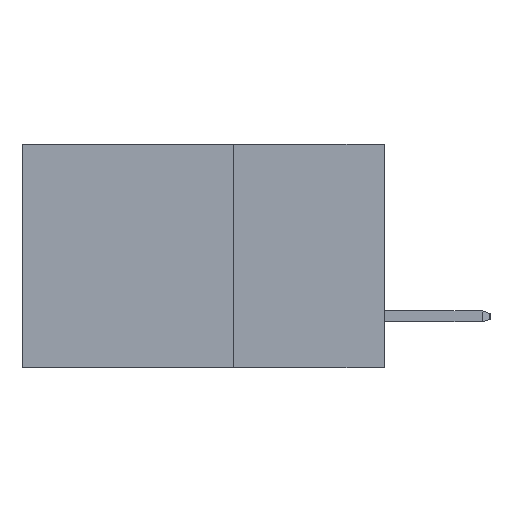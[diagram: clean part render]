
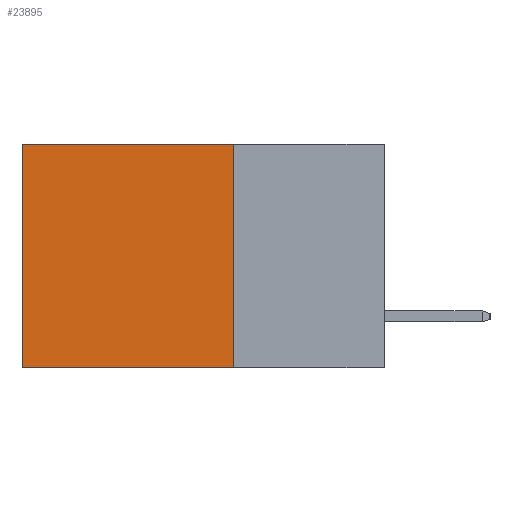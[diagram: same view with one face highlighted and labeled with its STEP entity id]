
A CAD part, left-side view. The second image highlights one B-rep face of the part: STEP entity #23895.
In plain terms, the highlighted planar face has unit normal (-1, 0, 0).
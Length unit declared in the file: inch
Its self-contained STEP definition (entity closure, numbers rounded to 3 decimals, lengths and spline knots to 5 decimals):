
#78 = DIRECTION ( 'NONE',  ( 0., 0., -1. ) ) ;
#91 = EDGE_CURVE ( 'NONE', #10466, #530, #20520, .T. ) ;
#177 = CARTESIAN_POINT ( 'NONE',  ( 0.298, 0.6, 0. ) ) ;
#413 = LINE ( 'NONE', #177, #19028 ) ;
#448 = CARTESIAN_POINT ( 'NONE',  ( 0.298, 0.25, -0.37 ) ) ;
#530 = VERTEX_POINT ( 'NONE', #448 ) ;
#3378 = EDGE_CURVE ( 'NONE', #530, #30989, #29349, .T. ) ;
#4023 = CARTESIAN_POINT ( 'NONE',  ( 0.298, 0.25, -0.37 ) ) ;
#4307 = CARTESIAN_POINT ( 'NONE',  ( 0.298, 0.25, 0. ) ) ;
#5998 = ORIENTED_EDGE ( 'NONE', *, *, #7461, .T. ) ;
#6062 = CARTESIAN_POINT ( 'NONE',  ( 0.298, 0.25, 0. ) ) ;
#6837 = DIRECTION ( 'NONE',  ( 0., 0., -1. ) ) ;
#7461 = EDGE_CURVE ( 'NONE', #24488, #30989, #413, .T. ) ;
#7880 = DIRECTION ( 'NONE',  ( 0., 1., 0. ) ) ;
#7940 = CARTESIAN_POINT ( 'NONE',  ( 0.298, 0.25, 0. ) ) ;
#9734 = DIRECTION ( 'NONE',  ( 0., 0., -1. ) ) ;
#10281 = VECTOR ( 'NONE', #7880, 39.37008 ) ;
#10466 = VERTEX_POINT ( 'NONE', #6062 ) ;
#10722 = EDGE_LOOP ( 'NONE', ( #5998, #20990, #12832, #17396 ) ) ;
#11666 = PLANE ( 'NONE',  #15836 ) ;
#12481 = FACE_OUTER_BOUND ( 'NONE', #10722, .T. ) ;
#12832 = ORIENTED_EDGE ( 'NONE', *, *, #91, .F. ) ;
#15836 = AXIS2_PLACEMENT_3D ( 'NONE', #4307, #21215, #6837 ) ;
#17396 = ORIENTED_EDGE ( 'NONE', *, *, #30608, .T. ) ;
#17710 = DIRECTION ( 'NONE',  ( 0., 1., 0. ) ) ;
#19028 = VECTOR ( 'NONE', #78, 39.37008 ) ;
#20520 = LINE ( 'NONE', #7940, #26078 ) ;
#20990 = ORIENTED_EDGE ( 'NONE', *, *, #3378, .F. ) ;
#21204 = LINE ( 'NONE', #29664, #26802 ) ;
#21215 = DIRECTION ( 'NONE',  ( 1., 0., 0. ) ) ;
#23895 = ADVANCED_FACE ( 'NONE', ( #12481 ), #11666, .F. ) ;
#24488 = VERTEX_POINT ( 'NONE', #24627 ) ;
#24627 = CARTESIAN_POINT ( 'NONE',  ( 0.298, 0.6, 0. ) ) ;
#26078 = VECTOR ( 'NONE', #9734, 39.37008 ) ;
#26802 = VECTOR ( 'NONE', #17710, 39.37008 ) ;
#29349 = LINE ( 'NONE', #4023, #10281 ) ;
#29664 = CARTESIAN_POINT ( 'NONE',  ( 0.298, 0.25, 0. ) ) ;
#30608 = EDGE_CURVE ( 'NONE', #10466, #24488, #21204, .T. ) ;
#30975 = CARTESIAN_POINT ( 'NONE',  ( 0.298, 0.6, -0.37 ) ) ;
#30989 = VERTEX_POINT ( 'NONE', #30975 ) ;
